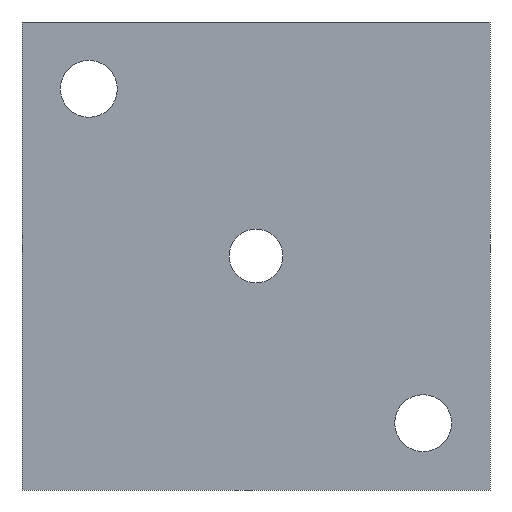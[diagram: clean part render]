
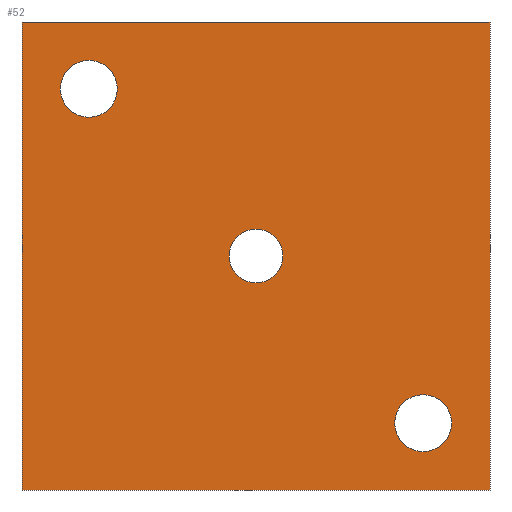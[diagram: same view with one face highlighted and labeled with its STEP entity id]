
A CAD part, front view. The second image highlights one B-rep face of the part: STEP entity #52.
In plain terms, the highlighted planar face has unit normal (0, -1, 0).
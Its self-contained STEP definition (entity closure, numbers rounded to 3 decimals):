
#4 = EDGE_LOOP ( 'NONE', ( #21, #76 ) ) ;
#10 = EDGE_CURVE ( 'NONE', #80, #86, #172, .T. ) ;
#21 = ORIENTED_EDGE ( 'NONE', *, *, #23, .F. ) ;
#23 = EDGE_CURVE ( 'NONE', #86, #80, #228, .T. ) ;
#26 = ORIENTED_EDGE ( 'NONE', *, *, #79, .T. ) ;
#39 = EDGE_LOOP ( 'NONE', ( #42, #139, #75, #277 ) ) ;
#42 = ORIENTED_EDGE ( 'NONE', *, *, #397, .F. ) ;
#43 = EDGE_CURVE ( 'NONE', #395, #404, #296, .T. ) ;
#45 = EDGE_CURVE ( 'NONE', #400, #189, #307, .T. ) ;
#47 = EDGE_LOOP ( 'NONE', ( #50, #77 ) ) ;
#50 = ORIENTED_EDGE ( 'NONE', *, *, #45, .T. ) ;
#52 = ADVANCED_FACE ( 'NONE', ( #313, #314, #315, #316 ), #317, .F. ) ;
#75 = ORIENTED_EDGE ( 'NONE', *, *, #117, .F. ) ;
#76 = ORIENTED_EDGE ( 'NONE', *, *, #10, .F. ) ;
#77 = ORIENTED_EDGE ( 'NONE', *, *, #81, .T. ) ;
#78 = ORIENTED_EDGE ( 'NONE', *, *, #43, .T. ) ;
#79 = EDGE_CURVE ( 'NONE', #404, #395, #102, .T. ) ;
#80 = VERTEX_POINT ( 'NONE', #107 ) ;
#81 = EDGE_CURVE ( 'NONE', #189, #400, #112, .T. ) ;
#86 = VERTEX_POINT ( 'NONE', #129 ) ;
#102 = CIRCLE ( 'NONE', #103, 4.25 ) ;
#103 = AXIS2_PLACEMENT_3D ( 'NONE', #104, #105, #106 ) ;
#104 = CARTESIAN_POINT ( 'NONE',  ( -25., 0., 25. ) ) ;
#105 = DIRECTION ( 'NONE',  ( 0., 1., 0. ) ) ;
#106 = DIRECTION ( 'NONE',  ( 0., 0., 1. ) ) ;
#107 = CARTESIAN_POINT ( 'NONE',  ( 0., 0., 4. ) ) ;
#112 = CIRCLE ( 'NONE', #113, 4.25 ) ;
#113 = AXIS2_PLACEMENT_3D ( 'NONE', #114, #115, #116 ) ;
#114 = CARTESIAN_POINT ( 'NONE',  ( 25., 0., -25. ) ) ;
#115 = DIRECTION ( 'NONE',  ( 0., 1., 0. ) ) ;
#116 = DIRECTION ( 'NONE',  ( 0., 0., 1. ) ) ;
#117 = EDGE_CURVE ( 'NONE', #407, #398, #168, .T. ) ;
#118 = EDGE_CURVE ( 'NONE', #156, #407, #177, .T. ) ;
#129 = CARTESIAN_POINT ( 'NONE',  ( 0., 0., -4. ) ) ;
#139 = ORIENTED_EDGE ( 'NONE', *, *, #328, .F. ) ;
#156 = VERTEX_POINT ( 'NONE', #202 ) ;
#168 = LINE ( 'NONE', #169, #170 ) ;
#169 = CARTESIAN_POINT ( 'NONE',  ( 35., 0., -35. ) ) ;
#170 = VECTOR ( 'NONE', #171, 1000. ) ;
#171 = DIRECTION ( 'NONE',  ( 0., 0., -1. ) ) ;
#172 = CIRCLE ( 'NONE', #173, 4. ) ;
#173 = AXIS2_PLACEMENT_3D ( 'NONE', #174, #175, #176 ) ;
#174 = CARTESIAN_POINT ( 'NONE',  ( 0., 0., 0. ) ) ;
#175 = DIRECTION ( 'NONE',  ( 0., -1., 0. ) ) ;
#176 = DIRECTION ( 'NONE',  ( 0., 0., -1. ) ) ;
#177 = LINE ( 'NONE', #178, #179 ) ;
#178 = CARTESIAN_POINT ( 'NONE',  ( -35., 0., 35. ) ) ;
#179 = VECTOR ( 'NONE', #180, 1000. ) ;
#180 = DIRECTION ( 'NONE',  ( 1., 0., 0. ) ) ;
#189 = VERTEX_POINT ( 'NONE', #216 ) ;
#202 = CARTESIAN_POINT ( 'NONE',  ( -35., 0., 35. ) ) ;
#215 = CARTESIAN_POINT ( 'NONE',  ( -25., 0., 29.25 ) ) ;
#216 = CARTESIAN_POINT ( 'NONE',  ( 25., 0., -29.25 ) ) ;
#228 = CIRCLE ( 'NONE', #229, 4. ) ;
#229 = AXIS2_PLACEMENT_3D ( 'NONE', #230, #231, #232 ) ;
#230 = CARTESIAN_POINT ( 'NONE',  ( 0., 0., 0. ) ) ;
#231 = DIRECTION ( 'NONE',  ( 0., -1., 0. ) ) ;
#232 = DIRECTION ( 'NONE',  ( 0., 0., -1. ) ) ;
#234 = CARTESIAN_POINT ( 'NONE',  ( 35., 0., 35. ) ) ;
#260 = EDGE_LOOP ( 'NONE', ( #26, #78 ) ) ;
#277 = ORIENTED_EDGE ( 'NONE', *, *, #118, .F. ) ;
#279 = LINE ( 'NONE', #280, #281 ) ;
#280 = CARTESIAN_POINT ( 'NONE',  ( -35., 0., -35. ) ) ;
#281 = VECTOR ( 'NONE', #282, 1000. ) ;
#282 = DIRECTION ( 'NONE',  ( -1., 0., 0. ) ) ;
#296 = CIRCLE ( 'NONE', #297, 4.25 ) ;
#297 = AXIS2_PLACEMENT_3D ( 'NONE', #298, #299, #300 ) ;
#298 = CARTESIAN_POINT ( 'NONE',  ( -25., 0., 25. ) ) ;
#299 = DIRECTION ( 'NONE',  ( 0., 1., 0. ) ) ;
#300 = DIRECTION ( 'NONE',  ( 0., 0., 1. ) ) ;
#307 = CIRCLE ( 'NONE', #308, 4.25 ) ;
#308 = AXIS2_PLACEMENT_3D ( 'NONE', #309, #310, #311 ) ;
#309 = CARTESIAN_POINT ( 'NONE',  ( 25., 0., -25. ) ) ;
#310 = DIRECTION ( 'NONE',  ( 0., 1., 0. ) ) ;
#311 = DIRECTION ( 'NONE',  ( 0., 0., 1. ) ) ;
#312 = CARTESIAN_POINT ( 'NONE',  ( -25., 0., 20.75 ) ) ;
#313 = FACE_BOUND ( 'NONE', #260, .T. ) ;
#314 = FACE_BOUND ( 'NONE', #47, .T. ) ;
#315 = FACE_BOUND ( 'NONE', #4, .T. ) ;
#316 = FACE_OUTER_BOUND ( 'NONE', #39, .T. ) ;
#317 = PLANE ( 'NONE',  #318 ) ;
#318 = AXIS2_PLACEMENT_3D ( 'NONE', #319, #320, #321 ) ;
#319 = CARTESIAN_POINT ( 'NONE',  ( -35., 0., 35. ) ) ;
#320 = DIRECTION ( 'NONE',  ( 0., 1., 0. ) ) ;
#321 = DIRECTION ( 'NONE',  ( 0., 0., 1. ) ) ;
#328 = EDGE_CURVE ( 'NONE', #398, #396, #279, .T. ) ;
#337 = CARTESIAN_POINT ( 'NONE',  ( -35., 0., -35. ) ) ;
#348 = LINE ( 'NONE', #349, #350 ) ;
#349 = CARTESIAN_POINT ( 'NONE',  ( -35., 0., -35. ) ) ;
#350 = VECTOR ( 'NONE', #351, 1000. ) ;
#351 = DIRECTION ( 'NONE',  ( 0., 0., 1. ) ) ;
#368 = CARTESIAN_POINT ( 'NONE',  ( 35., 0., -35. ) ) ;
#369 = CARTESIAN_POINT ( 'NONE',  ( 25., 0., -20.75 ) ) ;
#395 = VERTEX_POINT ( 'NONE', #312 ) ;
#396 = VERTEX_POINT ( 'NONE', #337 ) ;
#397 = EDGE_CURVE ( 'NONE', #396, #156, #348, .T. ) ;
#398 = VERTEX_POINT ( 'NONE', #368 ) ;
#400 = VERTEX_POINT ( 'NONE', #369 ) ;
#404 = VERTEX_POINT ( 'NONE', #215 ) ;
#407 = VERTEX_POINT ( 'NONE', #234 ) ;
